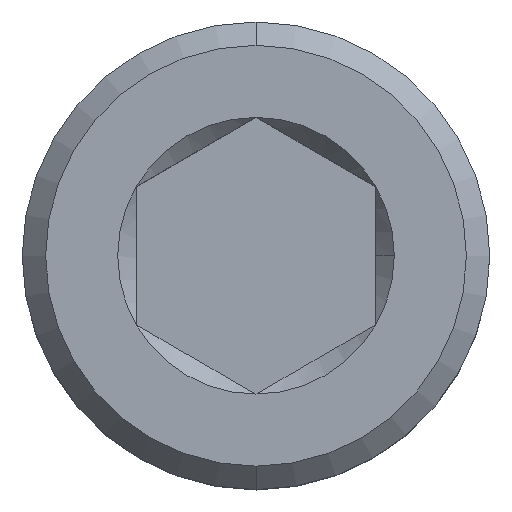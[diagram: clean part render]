
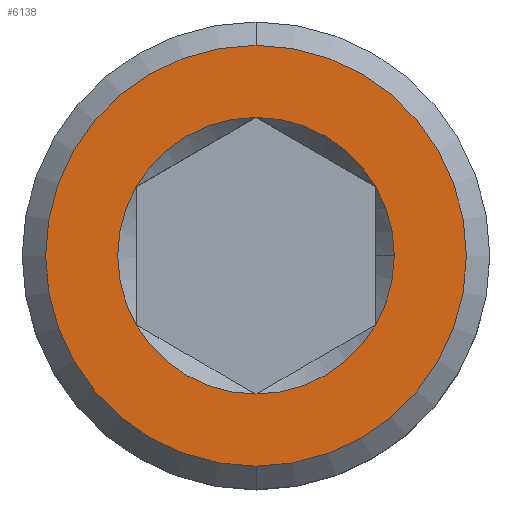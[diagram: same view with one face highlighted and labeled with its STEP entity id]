
A CAD part, top view. The second image highlights one B-rep face of the part: STEP entity #6138.
In plain terms, the highlighted planar face has unit normal (0, 0, 1).
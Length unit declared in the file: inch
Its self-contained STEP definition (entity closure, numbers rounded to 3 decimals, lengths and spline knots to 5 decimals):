
#183 = DIRECTION ( 'NONE',  ( 0., -1., 0. ) ) ;
#362 = CIRCLE ( 'NONE', #3933, 0.05413 ) ;
#424 = ORIENTED_EDGE ( 'NONE', *, *, #7453, .T. ) ;
#545 = ORIENTED_EDGE ( 'NONE', *, *, #6400, .F. ) ;
#575 = CIRCLE ( 'NONE', #6435, 0.05413 ) ;
#782 = AXIS2_PLACEMENT_3D ( 'NONE', #4537, #4560, #1436 ) ;
#1001 = ORIENTED_EDGE ( 'NONE', *, *, #5687, .F. ) ;
#1037 = VERTEX_POINT ( 'NONE', #1844 ) ;
#1198 = ORIENTED_EDGE ( 'NONE', *, *, #6098, .F. ) ;
#1216 = DIRECTION ( 'NONE',  ( 0., 0., 1. ) ) ;
#1269 = FACE_BOUND ( 'NONE', #3100, .T. ) ;
#1436 = DIRECTION ( 'NONE',  ( 1., 0., 0. ) ) ;
#1482 = DIRECTION ( 'NONE',  ( 1., 0., 0. ) ) ;
#1551 = DIRECTION ( 'NONE',  ( 1., 0., 0. ) ) ;
#1634 = CARTESIAN_POINT ( 'NONE',  ( 0., 0., 0.112 ) ) ;
#1658 = DIRECTION ( 'NONE',  ( 0., 0., 1. ) ) ;
#1759 = CARTESIAN_POINT ( 'NONE',  ( 0., 0., 0.112 ) ) ;
#1797 = CARTESIAN_POINT ( 'NONE',  ( 0., -0.05413, 0.112 ) ) ;
#1825 = AXIS2_PLACEMENT_3D ( 'NONE', #1759, #7385, #3664 ) ;
#1844 = CARTESIAN_POINT ( 'NONE',  ( 0., 0.05413, 0.112 ) ) ;
#1912 = DIRECTION ( 'NONE',  ( 0., 0., 1. ) ) ;
#2024 = EDGE_LOOP ( 'NONE', ( #424, #7750 ) ) ;
#2053 = CIRCLE ( 'NONE', #4355, 0.08235 ) ;
#2138 = VERTEX_POINT ( 'NONE', #5617 ) ;
#2232 = ORIENTED_EDGE ( 'NONE', *, *, #7118, .F. ) ;
#2337 = ORIENTED_EDGE ( 'NONE', *, *, #4211, .F. ) ;
#2355 = CARTESIAN_POINT ( 'NONE',  ( -0.04688, 0.02706, 0.112 ) ) ;
#2414 = DIRECTION ( 'NONE',  ( 0., -1., 0. ) ) ;
#2474 = CARTESIAN_POINT ( 'NONE',  ( 0., 0., 0.112 ) ) ;
#2499 = CARTESIAN_POINT ( 'NONE',  ( 0.04688, -0.02706, 0.112 ) ) ;
#2561 = DIRECTION ( 'NONE',  ( 0., 1., 0. ) ) ;
#2739 = CARTESIAN_POINT ( 'NONE',  ( 0.04688, 0.02706, 0.112 ) ) ;
#3100 = EDGE_LOOP ( 'NONE', ( #1001, #4746, #2337, #4763, #2232, #1198, #545 ) ) ;
#3486 = CIRCLE ( 'NONE', #1825, 0.05413 ) ;
#3664 = DIRECTION ( 'NONE',  ( 1., 0., 0. ) ) ;
#3902 = CARTESIAN_POINT ( 'NONE',  ( 0., 0., 0.112 ) ) ;
#3933 = AXIS2_PLACEMENT_3D ( 'NONE', #5674, #1912, #5046 ) ;
#3964 = VERTEX_POINT ( 'NONE', #6649 ) ;
#4083 = VERTEX_POINT ( 'NONE', #2355 ) ;
#4122 = CARTESIAN_POINT ( 'NONE',  ( 0., 0.08235, 0.112 ) ) ;
#4211 = EDGE_CURVE ( 'NONE', #5209, #1037, #4731, .T. ) ;
#4214 = CIRCLE ( 'NONE', #6829, 0.05413 ) ;
#4297 = AXIS2_PLACEMENT_3D ( 'NONE', #8112, #1216, #5581 ) ;
#4355 = AXIS2_PLACEMENT_3D ( 'NONE', #6215, #7431, #2414 ) ;
#4418 = CIRCLE ( 'NONE', #782, 0.05413 ) ;
#4492 = PLANE ( 'NONE',  #4742 ) ;
#4537 = CARTESIAN_POINT ( 'NONE',  ( 0., 0., 0.112 ) ) ;
#4560 = DIRECTION ( 'NONE',  ( 0., 0., 1. ) ) ;
#4587 = DIRECTION ( 'NONE',  ( 0., 0., 1. ) ) ;
#4731 = CIRCLE ( 'NONE', #4297, 0.05413 ) ;
#4736 = VERTEX_POINT ( 'NONE', #1797 ) ;
#4742 = AXIS2_PLACEMENT_3D ( 'NONE', #7619, #5776, #2561 ) ;
#4746 = ORIENTED_EDGE ( 'NONE', *, *, #6362, .F. ) ;
#4763 = ORIENTED_EDGE ( 'NONE', *, *, #6154, .F. ) ;
#4866 = CIRCLE ( 'NONE', #7290, 0.08235 ) ;
#4884 = DIRECTION ( 'NONE',  ( 1., 0., 0. ) ) ;
#4958 = VERTEX_POINT ( 'NONE', #5018 ) ;
#5018 = CARTESIAN_POINT ( 'NONE',  ( -0.04688, -0.02706, 0.112 ) ) ;
#5046 = DIRECTION ( 'NONE',  ( 1., 0., 0. ) ) ;
#5078 = VERTEX_POINT ( 'NONE', #2499 ) ;
#5084 = FACE_OUTER_BOUND ( 'NONE', #2024, .T. ) ;
#5209 = VERTEX_POINT ( 'NONE', #2739 ) ;
#5355 = VERTEX_POINT ( 'NONE', #4122 ) ;
#5581 = DIRECTION ( 'NONE',  ( 1., 0., 0. ) ) ;
#5617 = CARTESIAN_POINT ( 'NONE',  ( 0.05413, 0., 0.112 ) ) ;
#5674 = CARTESIAN_POINT ( 'NONE',  ( 0., 0., 0.112 ) ) ;
#5687 = EDGE_CURVE ( 'NONE', #4083, #4958, #3486, .T. ) ;
#5776 = DIRECTION ( 'NONE',  ( 0., 0., -1. ) ) ;
#6069 = EDGE_CURVE ( 'NONE', #3964, #5355, #2053, .T. ) ;
#6098 = EDGE_CURVE ( 'NONE', #4736, #5078, #6841, .T. ) ;
#6138 = ADVANCED_FACE ( 'NONE', ( #1269, #5084 ), #4492, .F. ) ;
#6154 = EDGE_CURVE ( 'NONE', #2138, #5209, #362, .T. ) ;
#6215 = CARTESIAN_POINT ( 'NONE',  ( 0., 0., 0.112 ) ) ;
#6362 = EDGE_CURVE ( 'NONE', #1037, #4083, #575, .T. ) ;
#6400 = EDGE_CURVE ( 'NONE', #4958, #4736, #4418, .T. ) ;
#6435 = AXIS2_PLACEMENT_3D ( 'NONE', #7049, #4587, #1482 ) ;
#6649 = CARTESIAN_POINT ( 'NONE',  ( 0., -0.08235, 0.112 ) ) ;
#6829 = AXIS2_PLACEMENT_3D ( 'NONE', #1634, #1658, #1551 ) ;
#6841 = CIRCLE ( 'NONE', #8115, 0.05413 ) ;
#7049 = CARTESIAN_POINT ( 'NONE',  ( 0., 0., 0.112 ) ) ;
#7088 = DIRECTION ( 'NONE',  ( 0., 0., 1. ) ) ;
#7118 = EDGE_CURVE ( 'NONE', #5078, #2138, #4214, .T. ) ;
#7290 = AXIS2_PLACEMENT_3D ( 'NONE', #3902, #7088, #183 ) ;
#7385 = DIRECTION ( 'NONE',  ( 0., 0., 1. ) ) ;
#7431 = DIRECTION ( 'NONE',  ( 0., 0., 1. ) ) ;
#7453 = EDGE_CURVE ( 'NONE', #5355, #3964, #4866, .T. ) ;
#7456 = DIRECTION ( 'NONE',  ( 0., 0., 1. ) ) ;
#7619 = CARTESIAN_POINT ( 'NONE',  ( 0., 0.08235, 0.112 ) ) ;
#7750 = ORIENTED_EDGE ( 'NONE', *, *, #6069, .T. ) ;
#8112 = CARTESIAN_POINT ( 'NONE',  ( 0., 0., 0.112 ) ) ;
#8115 = AXIS2_PLACEMENT_3D ( 'NONE', #2474, #7456, #4884 ) ;
